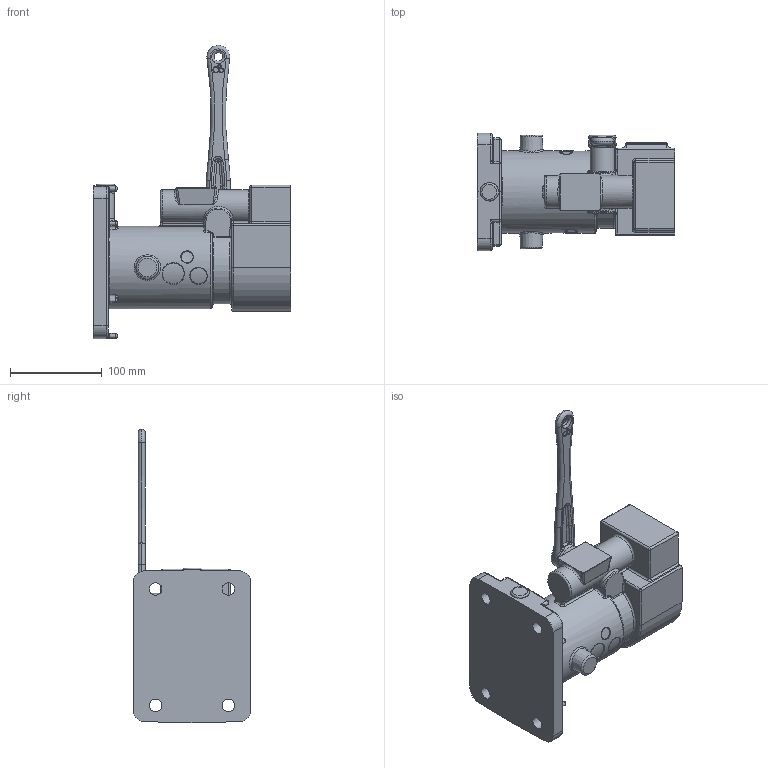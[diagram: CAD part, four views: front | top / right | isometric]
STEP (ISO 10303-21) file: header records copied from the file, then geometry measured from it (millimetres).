
FILE_DESCRIPTION(/* description */ (''),/* implementation_level */ '2;1');
FILE_NAME(/* name */ 'PS REC QR [Solid].stp',/* time_stamp */ '2022-10-05T13:56:28+10:00',/* author */ ('a.tao491'),/* organization */ (''),/* preprocessor_version */ 'ST-DEVELOPER v16.5',/* originating_system */ 'Autodesk Inventor 2017',/* authorisation */ '');
FILE_SCHEMA (('AUTOMOTIVE_DESIGN { 1 0 10303 214 3 1 1 }'));
Products named in the file (3): 2519_SLD with Handle 2531_SLD; 2519_SLD; 2531_SLD
Assembly tree (2 placements, depth 2):
  2519_SLD with Handle 2531_SLD
    2519_SLD
    2531_SLD
Bounding box: 215.5 x 128.5 x 320.55 mm (x, y, z)
Volume: 2056061 mm3; surface area: 159551.1 mm2
Topology: 2 solids, 2 shells, 514 faces, 1171 edges, 644 vertices
Faces by surface type: cylinder 172, bspline 143, torus 90, plane 82, sphere 23, cone 4
Full cylindrical faces by diameter (mm): 2.7 x2, 9.5 x1, 13.5 x4, 26.5 x1, 90 x1
Entity records: 43619 total; most frequent: CARTESIAN_POINT 32427, DIRECTION 2253, ORIENTED_EDGE 2190, EDGE_CURVE 1095, AXIS2_PLACEMENT_3D 971, VERTEX_POINT 631, EDGE_LOOP 570, CIRCLE 525
